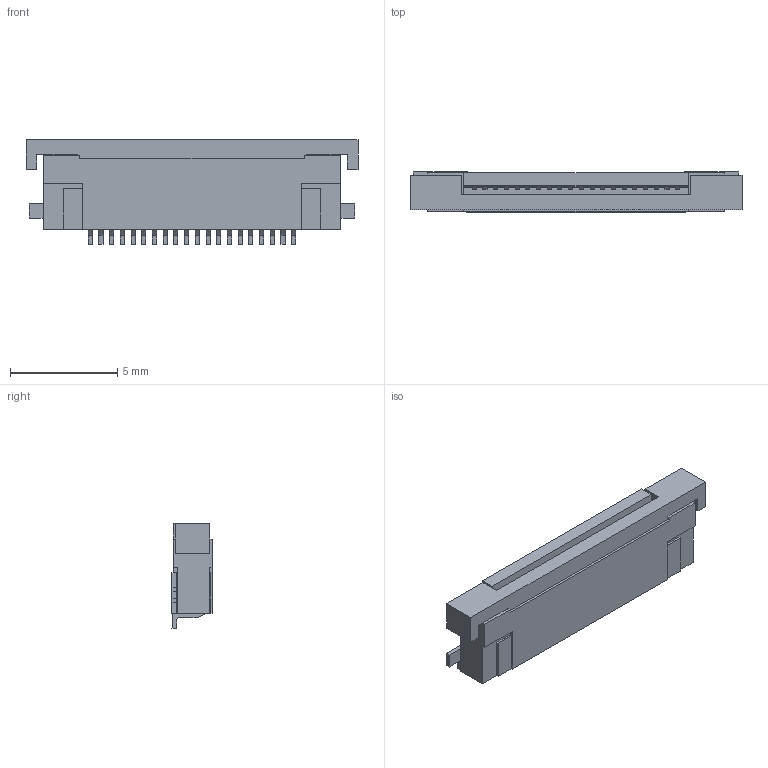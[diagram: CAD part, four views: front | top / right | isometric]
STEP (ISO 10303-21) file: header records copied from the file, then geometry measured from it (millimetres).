
FILE_DESCRIPTION((''),'2;1');
FILE_NAME('ISFV20R_1STLF','2007-09-03T',('ShoujiR'),(''),'PRO/ENGINEER BY PARAMETRIC TECHNOLOGY CORPORATION, 2005230','PRO/ENGINEER BY PARAMETRIC TECHNOLOGY CORPORATION, 2005230','');
FILE_SCHEMA(('CONFIG_CONTROL_DESIGN'));
Length unit declared in the file: millimetre
Products named in the file (1): ISFV20R_1STLF
Bounding box: 15.5 x 1.87 x 4.9 mm (x, y, z)
Volume: 96.5 mm3; surface area: 315.9 mm2
Topology: 1 solids, 1 shells, 480 faces, 1372 edges, 914 vertices
Faces by surface type: plane 420, cylinder 60
Entity records: 15478 total; most frequent: CARTESIAN_POINT 2766, ORIENTED_EDGE 2744, DIRECTION 2452, EDGE_CURVE 1372, VECTOR 1252, LINE 1252, VERTEX_POINT 914, AXIS2_PLACEMENT_3D 600
